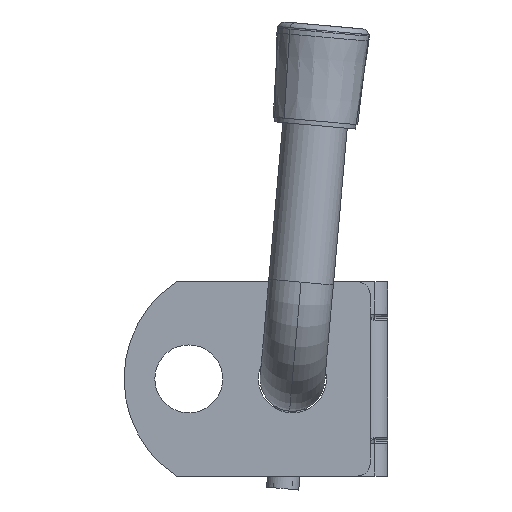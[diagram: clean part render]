
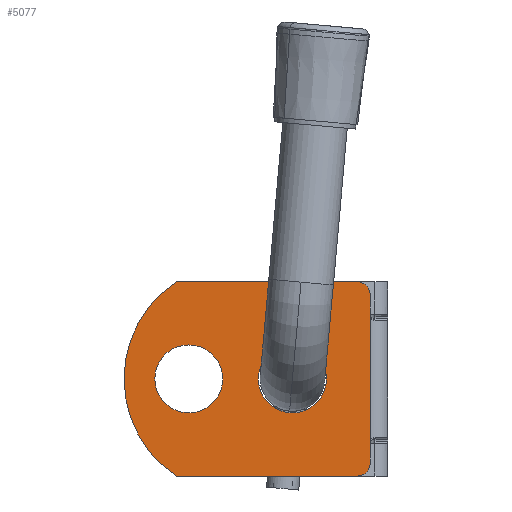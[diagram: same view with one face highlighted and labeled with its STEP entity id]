
A CAD part, left-side view. The second image highlights one B-rep face of the part: STEP entity #5077.
In plain terms, the highlighted planar face has unit normal (-1, 0, 0).
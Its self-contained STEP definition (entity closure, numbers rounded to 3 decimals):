
#64 = CIRCLE ( 'NONE', #8418, 5.25 ) ;
#89 = CARTESIAN_POINT ( 'NONE',  ( -49.5, 0.745, -10. ) ) ;
#179 = ORIENTED_EDGE ( 'NONE', *, *, #13357, .F. ) ;
#325 = EDGE_CURVE ( 'NONE', #14279, #2830, #10603, .T. ) ;
#453 = EDGE_CURVE ( 'NONE', #3374, #10420, #2567, .T. ) ;
#891 = DIRECTION ( 'NONE',  ( 1., 0., 0. ) ) ;
#1637 = DIRECTION ( 'NONE',  ( -1., 0., 0. ) ) ;
#1690 = CARTESIAN_POINT ( 'NONE',  ( -49.5, 30.695, 15. ) ) ;
#1769 = AXIS2_PLACEMENT_3D ( 'NONE', #7349, #8785, #2945 ) ;
#1774 = AXIS2_PLACEMENT_3D ( 'NONE', #16891, #14143, #15515 ) ;
#2041 = CARTESIAN_POINT ( 'NONE',  ( -49.5, 28.745, 0. ) ) ;
#2124 = DIRECTION ( 'NONE',  ( 0., 0., 1. ) ) ;
#2567 = CIRCLE ( 'NONE', #6140, 1. ) ;
#2593 = EDGE_CURVE ( 'NONE', #17172, #7731, #64, .T. ) ;
#2829 = VERTEX_POINT ( 'NONE', #5080 ) ;
#2830 = VERTEX_POINT ( 'NONE', #6455 ) ;
#2945 = DIRECTION ( 'NONE',  ( 0., 0., 1. ) ) ;
#2964 = AXIS2_PLACEMENT_3D ( 'NONE', #6422, #10646, #2124 ) ;
#2990 = ORIENTED_EDGE ( 'NONE', *, *, #453, .F. ) ;
#3018 = VERTEX_POINT ( 'NONE', #15521 ) ;
#3064 = CARTESIAN_POINT ( 'NONE',  ( -49.5, 12.745, -5.25 ) ) ;
#3319 = DIRECTION ( 'NONE',  ( 0., 1., 0. ) ) ;
#3374 = VERTEX_POINT ( 'NONE', #13826 ) ;
#3539 = ORIENTED_EDGE ( 'NONE', *, *, #9684, .F. ) ;
#3799 = DIRECTION ( 'NONE',  ( 0., -1., 0. ) ) ;
#4036 = DIRECTION ( 'NONE',  ( -1., 0., 0. ) ) ;
#4072 = AXIS2_PLACEMENT_3D ( 'NONE', #16512, #891, #13778 ) ;
#4100 = DIRECTION ( 'NONE',  ( 0., 0., 1. ) ) ;
#4157 = EDGE_CURVE ( 'NONE', #2830, #14980, #9625, .T. ) ;
#4213 = EDGE_CURVE ( 'NONE', #3018, #13616, #5867, .T. ) ;
#4268 = ORIENTED_EDGE ( 'NONE', *, *, #16811, .F. ) ;
#4479 = VECTOR ( 'NONE', #3319, 1000. ) ;
#4883 = VERTEX_POINT ( 'NONE', #12465 ) ;
#5077 = ADVANCED_FACE ( 'NONE', ( #15034, #7457, #11259 ), #12017, .F. ) ;
#5080 = CARTESIAN_POINT ( 'NONE',  ( -49.5, 0.737, 9.868 ) ) ;
#5204 = CARTESIAN_POINT ( 'NONE',  ( -49.5, 0.745, -13. ) ) ;
#5297 = EDGE_CURVE ( 'NONE', #16310, #7712, #7683, .T. ) ;
#5689 = VECTOR ( 'NONE', #6660, 1000. ) ;
#5867 = CIRCLE ( 'NONE', #6786, 5.25 ) ;
#5888 = AXIS2_PLACEMENT_3D ( 'NONE', #15671, #18358, #8573 ) ;
#5951 = AXIS2_PLACEMENT_3D ( 'NONE', #2041, #16036, #7510 ) ;
#6140 = AXIS2_PLACEMENT_3D ( 'NONE', #18463, #4036, #4100 ) ;
#6422 = CARTESIAN_POINT ( 'NONE',  ( -49.5, 20.745, 0. ) ) ;
#6449 = ORIENTED_EDGE ( 'NONE', *, *, #325, .F. ) ;
#6455 = CARTESIAN_POINT ( 'NONE',  ( -49.5, 2.745, 15. ) ) ;
#6660 = DIRECTION ( 'NONE',  ( 0., 0., -1. ) ) ;
#6786 = AXIS2_PLACEMENT_3D ( 'NONE', #8727, #1637, #15879 ) ;
#7349 = CARTESIAN_POINT ( 'NONE',  ( -49.5, 2.745, 13. ) ) ;
#7457 = FACE_BOUND ( 'NONE', #7673, .T. ) ;
#7510 = DIRECTION ( 'NONE',  ( 0., 0., 1. ) ) ;
#7580 = ORIENTED_EDGE ( 'NONE', *, *, #12759, .F. ) ;
#7631 = DIRECTION ( 'NONE',  ( -1., 0., 0. ) ) ;
#7673 = EDGE_LOOP ( 'NONE', ( #10203, #9393 ) ) ;
#7683 = CIRCLE ( 'NONE', #13458, 2. ) ;
#7712 = VERTEX_POINT ( 'NONE', #10042 ) ;
#7731 = VERTEX_POINT ( 'NONE', #3064 ) ;
#7909 = CARTESIAN_POINT ( 'NONE',  ( -49.5, 0.745, -13. ) ) ;
#8160 = CIRCLE ( 'NONE', #4072, 18. ) ;
#8418 = AXIS2_PLACEMENT_3D ( 'NONE', #10302, #7631, #14777 ) ;
#8573 = DIRECTION ( 'NONE',  ( 0., 0., 1. ) ) ;
#8643 = EDGE_LOOP ( 'NONE', ( #4268, #15349, #179, #12849, #6449, #7580, #3539, #12056, #17548, #2990 ) ) ;
#8727 = CARTESIAN_POINT ( 'NONE',  ( -49.5, 28.745, 0. ) ) ;
#8742 = LINE ( 'NONE', #15431, #12984 ) ;
#8751 = EDGE_CURVE ( 'NONE', #15746, #2829, #9391, .T. ) ;
#8784 = LINE ( 'NONE', #7909, #5689 ) ;
#8785 = DIRECTION ( 'NONE',  ( 1., 0., 0. ) ) ;
#8813 = VECTOR ( 'NONE', #3799, 1000. ) ;
#9391 = CIRCLE ( 'NONE', #1774, 1. ) ;
#9393 = ORIENTED_EDGE ( 'NONE', *, *, #18461, .F. ) ;
#9625 = CIRCLE ( 'NONE', #1769, 2. ) ;
#9684 = EDGE_CURVE ( 'NONE', #7712, #4883, #12039, .T. ) ;
#10015 = DIRECTION ( 'NONE',  ( 1., 0., 0. ) ) ;
#10042 = CARTESIAN_POINT ( 'NONE',  ( -49.5, 2.745, -15. ) ) ;
#10135 = DIRECTION ( 'NONE',  ( 0., 0., 1. ) ) ;
#10203 = ORIENTED_EDGE ( 'NONE', *, *, #4213, .F. ) ;
#10302 = CARTESIAN_POINT ( 'NONE',  ( -49.5, 12.745, 0. ) ) ;
#10420 = VERTEX_POINT ( 'NONE', #89 ) ;
#10603 = LINE ( 'NONE', #16545, #8813 ) ;
#10646 = DIRECTION ( 'NONE',  ( 1., 0., 0. ) ) ;
#10660 = ORIENTED_EDGE ( 'NONE', *, *, #2593, .F. ) ;
#11259 = FACE_BOUND ( 'NONE', #14563, .T. ) ;
#11360 = ORIENTED_EDGE ( 'NONE', *, *, #16792, .F. ) ;
#11442 = DIRECTION ( 'NONE',  ( 0., 0., -1. ) ) ;
#11808 = CARTESIAN_POINT ( 'NONE',  ( -49.5, 12.745, 5.25 ) ) ;
#12017 = PLANE ( 'NONE',  #2964 ) ;
#12039 = LINE ( 'NONE', #13457, #4479 ) ;
#12056 = ORIENTED_EDGE ( 'NONE', *, *, #5297, .F. ) ;
#12262 = CIRCLE ( 'NONE', #5951, 5.25 ) ;
#12465 = CARTESIAN_POINT ( 'NONE',  ( -49.5, 30.695, -15. ) ) ;
#12759 = EDGE_CURVE ( 'NONE', #4883, #14279, #8160, .T. ) ;
#12821 = DIRECTION ( 'NONE',  ( 0., 0., -1. ) ) ;
#12849 = ORIENTED_EDGE ( 'NONE', *, *, #4157, .F. ) ;
#12984 = VECTOR ( 'NONE', #12821, 1000. ) ;
#13188 = CIRCLE ( 'NONE', #5888, 5.25 ) ;
#13244 = CARTESIAN_POINT ( 'NONE',  ( -49.5, 0.745, 13. ) ) ;
#13357 = EDGE_CURVE ( 'NONE', #14980, #15746, #13501, .T. ) ;
#13457 = CARTESIAN_POINT ( 'NONE',  ( -49.5, -128.205, -15. ) ) ;
#13458 = AXIS2_PLACEMENT_3D ( 'NONE', #14239, #10015, #10135 ) ;
#13501 = LINE ( 'NONE', #15733, #14589 ) ;
#13616 = VERTEX_POINT ( 'NONE', #16543 ) ;
#13778 = DIRECTION ( 'NONE',  ( 0., 0., 1. ) ) ;
#13826 = CARTESIAN_POINT ( 'NONE',  ( -49.5, 0.737, -9.868 ) ) ;
#14143 = DIRECTION ( 'NONE',  ( -1., 0., 0. ) ) ;
#14239 = CARTESIAN_POINT ( 'NONE',  ( -49.5, 2.745, -13. ) ) ;
#14279 = VERTEX_POINT ( 'NONE', #1690 ) ;
#14454 = EDGE_CURVE ( 'NONE', #10420, #16310, #8784, .T. ) ;
#14563 = EDGE_LOOP ( 'NONE', ( #10660, #11360 ) ) ;
#14589 = VECTOR ( 'NONE', #11442, 1000. ) ;
#14777 = DIRECTION ( 'NONE',  ( 0., 0., 1. ) ) ;
#14980 = VERTEX_POINT ( 'NONE', #13244 ) ;
#15034 = FACE_OUTER_BOUND ( 'NONE', #8643, .T. ) ;
#15349 = ORIENTED_EDGE ( 'NONE', *, *, #8751, .F. ) ;
#15431 = CARTESIAN_POINT ( 'NONE',  ( -49.5, 0.737, 0. ) ) ;
#15515 = DIRECTION ( 'NONE',  ( 0., 0., 1. ) ) ;
#15521 = CARTESIAN_POINT ( 'NONE',  ( -49.5, 28.745, 5.25 ) ) ;
#15671 = CARTESIAN_POINT ( 'NONE',  ( -49.5, 12.745, 0. ) ) ;
#15733 = CARTESIAN_POINT ( 'NONE',  ( -49.5, 0.745, 13. ) ) ;
#15746 = VERTEX_POINT ( 'NONE', #17108 ) ;
#15879 = DIRECTION ( 'NONE',  ( 0., 0., 1. ) ) ;
#16036 = DIRECTION ( 'NONE',  ( -1., 0., 0. ) ) ;
#16310 = VERTEX_POINT ( 'NONE', #5204 ) ;
#16512 = CARTESIAN_POINT ( 'NONE',  ( -49.5, 20.745, 0. ) ) ;
#16543 = CARTESIAN_POINT ( 'NONE',  ( -49.5, 28.745, -5.25 ) ) ;
#16545 = CARTESIAN_POINT ( 'NONE',  ( -49.5, -128.205, 15. ) ) ;
#16792 = EDGE_CURVE ( 'NONE', #7731, #17172, #13188, .T. ) ;
#16811 = EDGE_CURVE ( 'NONE', #2829, #3374, #8742, .T. ) ;
#16891 = CARTESIAN_POINT ( 'NONE',  ( -49.5, -0.255, 10. ) ) ;
#17108 = CARTESIAN_POINT ( 'NONE',  ( -49.5, 0.745, 10. ) ) ;
#17172 = VERTEX_POINT ( 'NONE', #11808 ) ;
#17548 = ORIENTED_EDGE ( 'NONE', *, *, #14454, .F. ) ;
#18358 = DIRECTION ( 'NONE',  ( -1., 0., 0. ) ) ;
#18461 = EDGE_CURVE ( 'NONE', #13616, #3018, #12262, .T. ) ;
#18463 = CARTESIAN_POINT ( 'NONE',  ( -49.5, -0.255, -10. ) ) ;
